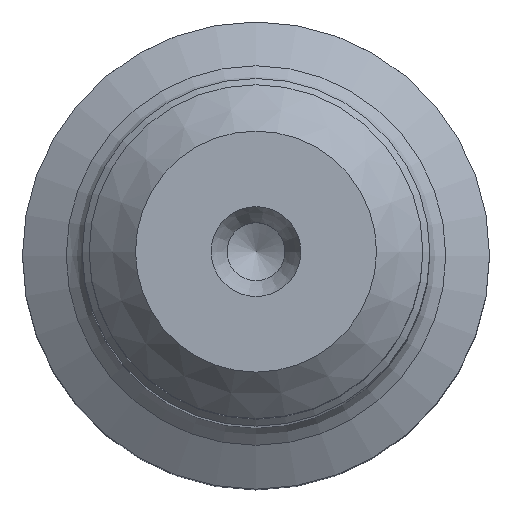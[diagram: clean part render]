
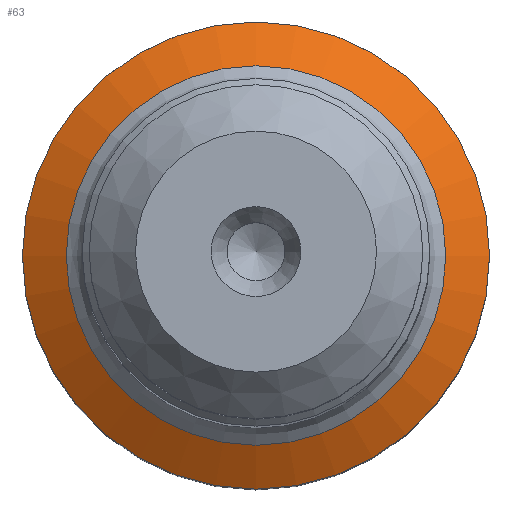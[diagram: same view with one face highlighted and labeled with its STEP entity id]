
A CAD part, top view. The second image highlights one B-rep face of the part: STEP entity #63.
In plain terms, the highlighted conical face has half-angle 60 degrees and reference radius 5.85 mm.
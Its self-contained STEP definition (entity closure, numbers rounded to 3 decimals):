
#50=CONICAL_SURFACE('',#313,5.85,60.);
#63=ADVANCED_FACE('',(#94,#95),#50,.T.);
#94=FACE_BOUND('',#132,.T.);
#95=FACE_BOUND('',#133,.T.);
#132=EDGE_LOOP('',(#170));
#133=EDGE_LOOP('',(#171));
#170=ORIENTED_EDGE('',*,*,#228,.T.);
#171=ORIENTED_EDGE('',*,*,#223,.F.);
#202=VERTEX_POINT('',#465);
#207=VERTEX_POINT('',#478);
#223=EDGE_CURVE('',#202,#202,#242,.T.);
#228=EDGE_CURVE('',#207,#207,#247,.T.);
#242=CIRCLE('',#304,8.063);
#247=CIRCLE('',#312,6.55);
#304=AXIS2_PLACEMENT_3D('',#464,#352,#353);
#312=AXIS2_PLACEMENT_3D('',#477,#368,#369);
#313=AXIS2_PLACEMENT_3D('',#479,#370,#371);
#352=DIRECTION('',(0.,0.,-1.));
#353=DIRECTION('',(-1.,0.,0.));
#368=DIRECTION('',(0.,0.,-1.));
#369=DIRECTION('',(-1.,0.,0.));
#370=DIRECTION('',(0.,0.,-1.));
#371=DIRECTION('',(-1.,0.,0.));
#464=CARTESIAN_POINT('',(0.,0.,-78.711));
#465=CARTESIAN_POINT('',(-8.063,0.,-78.711));
#477=CARTESIAN_POINT('',(0.,0.,-77.838));
#478=CARTESIAN_POINT('',(-6.55,0.,-77.838));
#479=CARTESIAN_POINT('',(0.,0.,-77.434));
